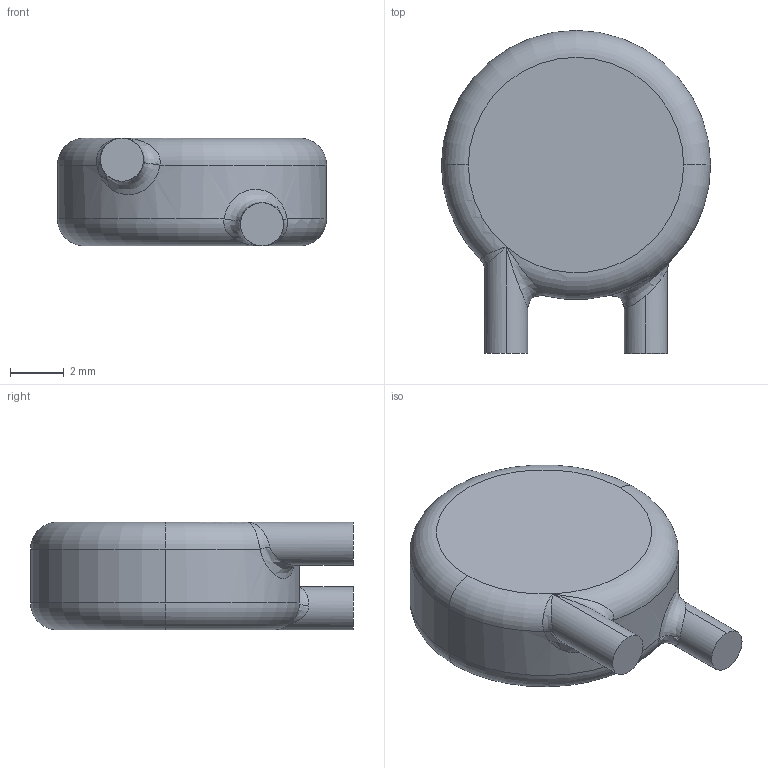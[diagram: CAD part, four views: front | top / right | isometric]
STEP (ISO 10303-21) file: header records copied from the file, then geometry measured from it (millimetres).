
FILE_DESCRIPTION (( 'STEP AP214' ), '1' );
FILE_NAME ('MOV D=10 P=5.2 B=4 .STEP', '2012-07-27T10:44:18', ( 'Master' ), ( '' ), 'SwSTEP 2.0', 'SolidWorks 2010', '' );
FILE_SCHEMA (( 'AUTOMOTIVE_DESIGN' ));
Length unit declared in the file: millimetre
Products named in the file (1): MOV D=10 P=5.2 B=4 
Bounding box: 10 x 12 x 4 mm (x, y, z)
Volume: 313.3 mm3; surface area: 282.4 mm2
Topology: 1 solids, 1 shells, 22 faces, 48 edges, 24 vertices
Faces by surface type: cylinder 6, torus 6, bspline 6, plane 4
Entity records: 1574 total; most frequent: CARTESIAN_POINT 1113, DIRECTION 88, ORIENTED_EDGE 88, EDGE_CURVE 44, AXIS2_PLACEMENT_3D 41, VERTEX_POINT 24, CIRCLE 24, FACE_OUTER_BOUND 22
